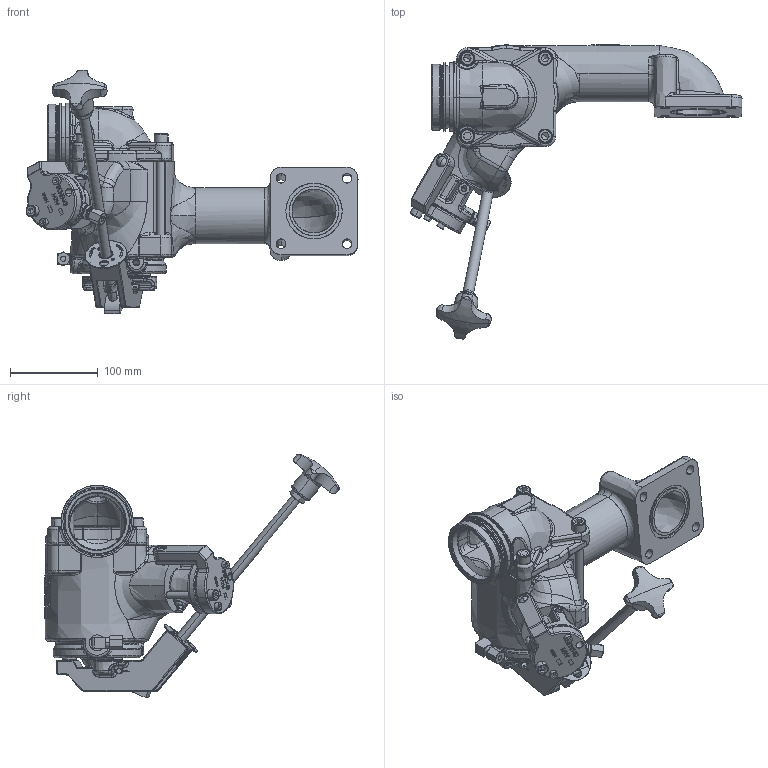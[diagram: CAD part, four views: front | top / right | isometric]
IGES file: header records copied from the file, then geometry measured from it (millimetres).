
Start section: SolidWorks IGES file using analytic representation for surfaces
Global section: file name: VA80-2MD_252258.IGS; native system: SolidWorks 2010; preprocessor: SolidWorks 2010; author: LarsenR; date: 121114.115454; units: millimetre
Bounding box: 377.44 x 334.56 x 277.15 mm (x, y, z)
Surface area: 302724.1 mm2 (no closed solid volume)
Topology: 0 solids, 0 shells, 1350 faces, 22078 edges, 22021 vertices
Faces by surface type: bspline 819, revolution 531
